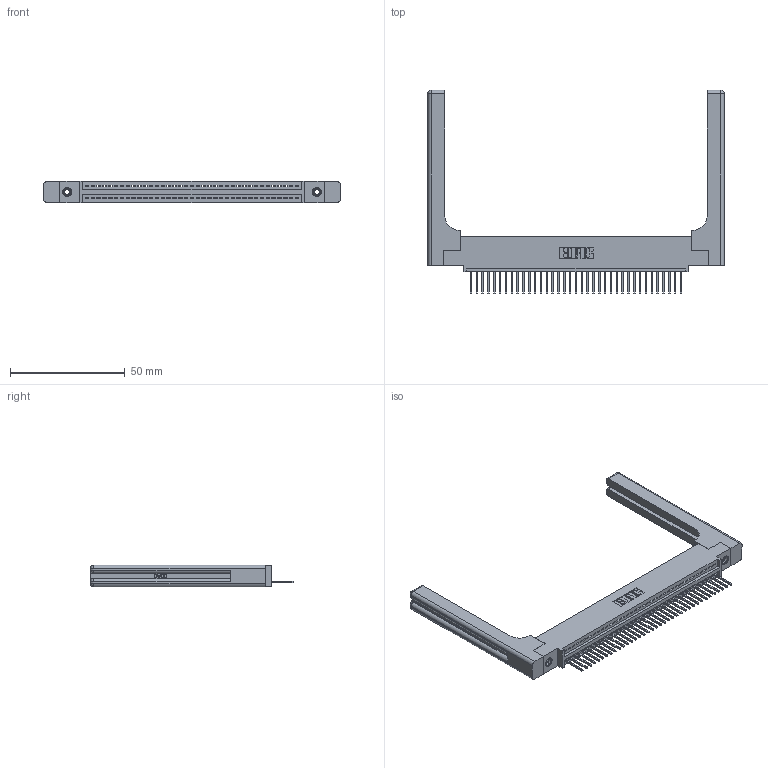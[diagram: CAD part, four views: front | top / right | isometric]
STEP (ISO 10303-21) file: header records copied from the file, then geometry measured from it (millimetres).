
FILE_DESCRIPTION (( 'STEP AP203' ), '1' );
FILE_NAME ('395-037-523-458.STEP', '2019-10-21T23:11:44', ( '' ), ( '' ), 'SwSTEP 2.0', 'SolidWorks 2016', '' );
FILE_SCHEMA (( 'CONFIG_CONTROL_DESIGN' ));
Length unit declared in the file: inch
Products named in the file (5): 345 Part_0.110 Offset - 0.156 Dia-TH; 345-250-001_345-250-001-102; 345-220-058_345-220-058; 345-292-001_345-293-123; 395-037-523-458
Assembly tree (42 placements, depth 2):
  395-037-523-458
    345 Part_0.110 Offset - 0.156 Dia-TH
    345-292-001_345-293-123  x37
    345-250-001_345-250-001-102  x2
    345-220-058_345-220-058  x2
Bounding box: 129.01 x 88.57 x 9.4 mm (x, y, z)
Volume: 20629.5 mm3; surface area: 21472.2 mm2
Topology: 42 solids, 42 shells, 2532 faces, 7531 edges, 4950 vertices
Faces by surface type: plane 1712, cylinder 760, bspline 36, cone 12, sphere 8, torus 4
Entity records: 33852 total; most frequent: CARTESIAN_POINT 6836, ORIENTED_EDGE 5604, DIRECTION 4924, EDGE_CURVE 2802, VECTOR 2430, LINE 2430, VERTEX_POINT 1858, AXIS2_PLACEMENT_3D 1247
